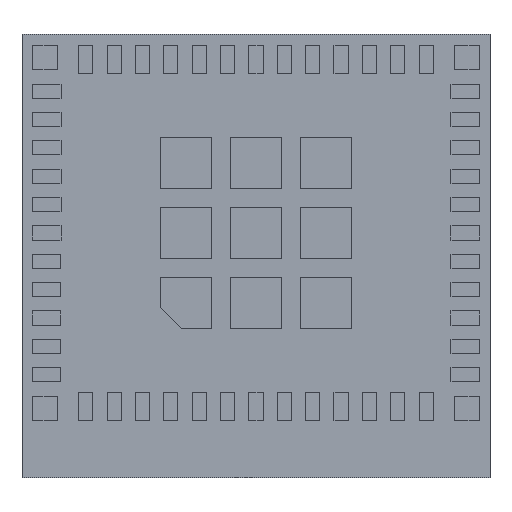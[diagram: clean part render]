
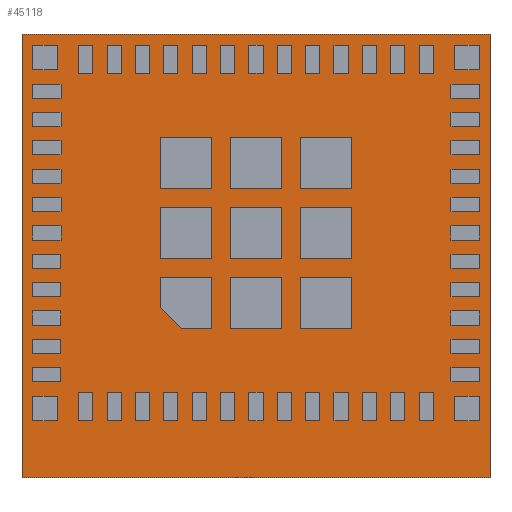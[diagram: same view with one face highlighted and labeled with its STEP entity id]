
A CAD part, front view. The second image highlights one B-rep face of the part: STEP entity #45118.
In plain terms, the highlighted face is planar.
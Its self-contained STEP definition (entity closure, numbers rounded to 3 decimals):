
#4197 = EDGE_CURVE ( 'NONE', #33647, #59881, #32322, .T. ) ;
#5509 = LINE ( 'NONE', #81696, #14046 ) ;
#6189 = ORIENTED_EDGE ( 'NONE', *, *, #68396, .F. ) ;
#7023 = CARTESIAN_POINT ( 'NONE',  ( 13.2, 0., 0.034 ) ) ;
#10390 = LINE ( 'NONE', #79465, #80355 ) ;
#13649 = DIRECTION ( 'NONE',  ( 0., 1., 0. ) ) ;
#14046 = VECTOR ( 'NONE', #75019, 1000. ) ;
#16294 = CARTESIAN_POINT ( 'NONE',  ( 6.6, 6.25, 0.034 ) ) ;
#19700 = EDGE_CURVE ( 'NONE', #58918, #74451, #10390, .T. ) ;
#20722 = ORIENTED_EDGE ( 'NONE', *, *, #4197, .F. ) ;
#23499 = DIRECTION ( 'NONE',  ( -1., 0., 0. ) ) ;
#24236 = CARTESIAN_POINT ( 'NONE',  ( 0., 0., 0.034 ) ) ;
#28373 = CARTESIAN_POINT ( 'NONE',  ( 13.2, 12.5, 0.034 ) ) ;
#31327 = CARTESIAN_POINT ( 'NONE',  ( 0., 12.5, 0.034 ) ) ;
#32322 = LINE ( 'NONE', #57753, #79281 ) ;
#33445 = ORIENTED_EDGE ( 'NONE', *, *, #50175, .F. ) ;
#33647 = VERTEX_POINT ( 'NONE', #7023 ) ;
#42687 = LINE ( 'NONE', #80504, #60324 ) ;
#44664 = EDGE_LOOP ( 'NONE', ( #33445, #20722, #6189, #60691 ) ) ;
#45118 = ADVANCED_FACE ( 'NONE', ( #72492 ), #67943, .F. ) ;
#47538 = DIRECTION ( 'NONE',  ( 0., 0., 1. ) ) ;
#50175 = EDGE_CURVE ( 'NONE', #59881, #58918, #42687, .T. ) ;
#54522 = DIRECTION ( 'NONE',  ( 0., -1., 0. ) ) ;
#56765 = AXIS2_PLACEMENT_3D ( 'NONE', #16294, #47538, #67541 ) ;
#57753 = CARTESIAN_POINT ( 'NONE',  ( 13.2, 0., 0.034 ) ) ;
#58918 = VERTEX_POINT ( 'NONE', #31327 ) ;
#59881 = VERTEX_POINT ( 'NONE', #28373 ) ;
#60324 = VECTOR ( 'NONE', #23499, 1000. ) ;
#60691 = ORIENTED_EDGE ( 'NONE', *, *, #19700, .F. ) ;
#67541 = DIRECTION ( 'NONE',  ( 1., 0., 0. ) ) ;
#67943 = PLANE ( 'NONE',  #56765 ) ;
#68396 = EDGE_CURVE ( 'NONE', #74451, #33647, #5509, .T. ) ;
#72492 = FACE_OUTER_BOUND ( 'NONE', #44664, .T. ) ;
#74451 = VERTEX_POINT ( 'NONE', #24236 ) ;
#75019 = DIRECTION ( 'NONE',  ( 1., 0., 0. ) ) ;
#79281 = VECTOR ( 'NONE', #13649, 1000. ) ;
#79465 = CARTESIAN_POINT ( 'NONE',  ( 0., 12.5, 0.034 ) ) ;
#80355 = VECTOR ( 'NONE', #54522, 1000. ) ;
#80504 = CARTESIAN_POINT ( 'NONE',  ( 13.2, 12.5, 0.034 ) ) ;
#81696 = CARTESIAN_POINT ( 'NONE',  ( 0., 0., 0.034 ) ) ;
